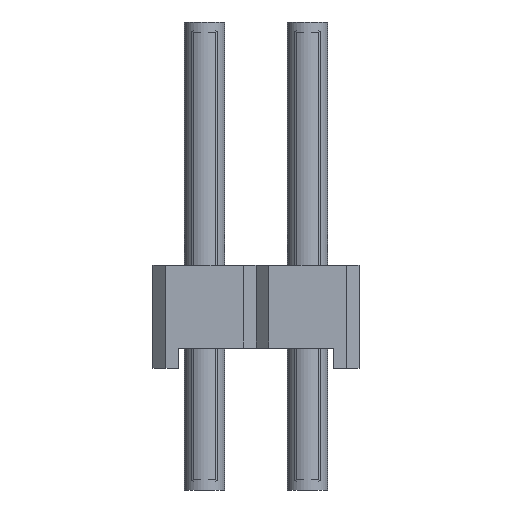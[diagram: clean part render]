
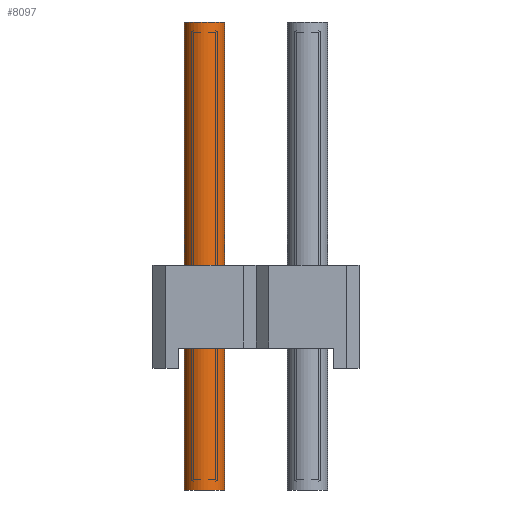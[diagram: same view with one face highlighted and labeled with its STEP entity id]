
A CAD part, left-side view. The second image highlights one B-rep face of the part: STEP entity #8097.
In plain terms, the highlighted cylindrical face has radius 0.5 mm (diameter 1 mm), a full revolution.
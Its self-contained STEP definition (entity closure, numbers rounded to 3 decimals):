
#159=CIRCLE('',#8556,0.5);
#160=CIRCLE('',#8557,0.5);
#444=CYLINDRICAL_SURFACE('',#8555,0.5);
#693=ORIENTED_EDGE('',*,*,#3059,.F.);
#694=ORIENTED_EDGE('',*,*,#3060,.T.);
#3059=EDGE_CURVE('',#4251,#4251,#159,.T.);
#3060=EDGE_CURVE('',#4252,#4252,#160,.T.);
#4251=VERTEX_POINT('',#11738);
#4252=VERTEX_POINT('',#11740);
#6879=EDGE_LOOP('',(#693));
#6880=EDGE_LOOP('',(#694));
#7355=FACE_BOUND('',#6879,.T.);
#7356=FACE_BOUND('',#6880,.T.);
#8097=ADVANCED_FACE('',(#7355,#7356),#444,.F.);
#8555=AXIS2_PLACEMENT_3D('',#11736,#9355,#9356);
#8556=AXIS2_PLACEMENT_3D('',#11737,#9357,#9358);
#8557=AXIS2_PLACEMENT_3D('',#11739,#9359,#9360);
#9355=DIRECTION('',(0.,0.,1.));
#9356=DIRECTION('',(1.,0.,0.));
#9357=DIRECTION('',(0.,0.,-1.));
#9358=DIRECTION('',(1.,0.,0.));
#9359=DIRECTION('',(0.,0.,-1.));
#9360=DIRECTION('',(1.,0.,0.));
#11736=CARTESIAN_POINT('',(0.,0.,0.));
#11737=CARTESIAN_POINT('',(0.,0.,11.54));
#11738=CARTESIAN_POINT('',(0.5,0.,11.54));
#11739=CARTESIAN_POINT('',(0.,0.,0.));
#11740=CARTESIAN_POINT('',(0.5,0.,0.));
